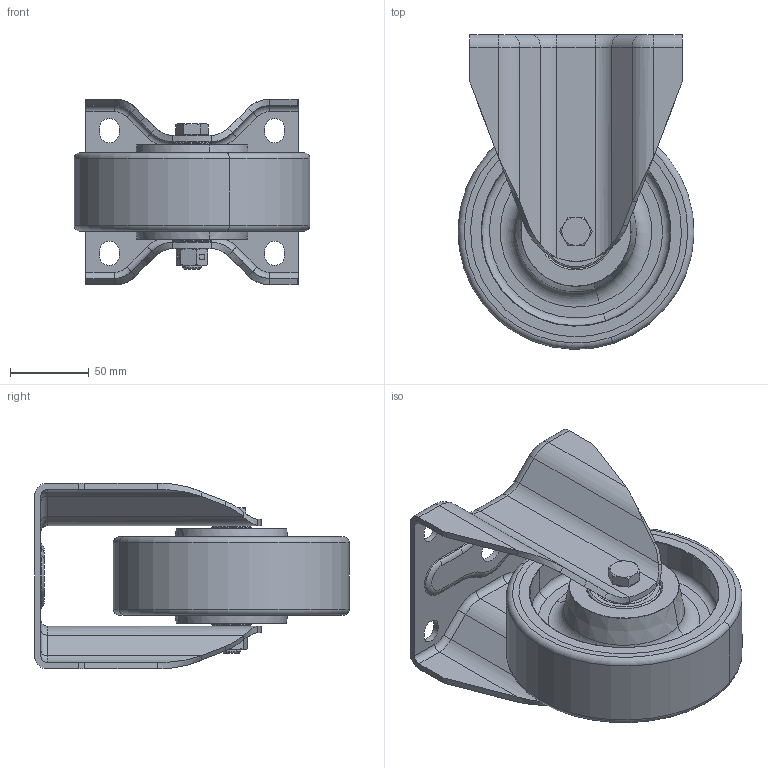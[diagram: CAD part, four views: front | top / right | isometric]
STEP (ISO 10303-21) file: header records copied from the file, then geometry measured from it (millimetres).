
FILE_DESCRIPTION (( 'STEP AP214' ), '1' );
FILE_NAME ('0047380_B-IHB-PUZG-150-K_(A-01).step', '2019-08-05T10:45:40', ( '' ), ( '' ), 'SwSTEP 2.0', 'SolidWorks 2018', '' );
FILE_SCHEMA (( 'AUTOMOTIVE_DESIGN' ));
Length unit declared in the file: millimetre
Products named in the file (1): 0047380_B-IHB-PUZG-150-K_(A-01)
Bounding box: 149.94 x 199.97 x 118 mm (x, y, z)
Surface area: 229190.2 mm2 (no closed solid volume)
Topology: 0 solids, 14 shells, 364 faces, 830 edges, 500 vertices
Faces by surface type: cylinder 116, plane 102, torus 78, cone 56, bspline 12
Entity records: 15039 total; most frequent: CARTESIAN_POINT 2571, DIRECTION 1914, ORIENTED_EDGE 1628, EDGE_CURVE 830, AXIS2_PLACEMENT_3D 791, VERTEX_POINT 500, CIRCLE 438, EDGE_LOOP 408
